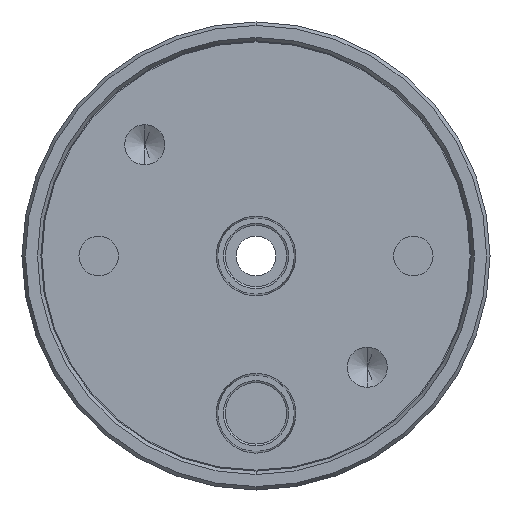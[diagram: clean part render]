
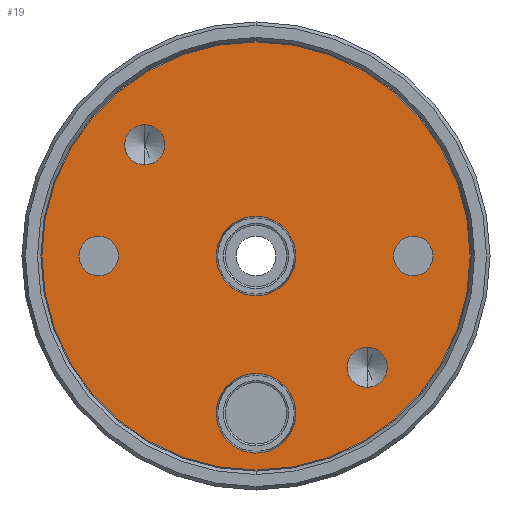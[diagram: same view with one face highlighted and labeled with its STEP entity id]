
A CAD part, front view. The second image highlights one B-rep face of the part: STEP entity #19.
In plain terms, the highlighted planar face has unit normal (0, -1, 0).
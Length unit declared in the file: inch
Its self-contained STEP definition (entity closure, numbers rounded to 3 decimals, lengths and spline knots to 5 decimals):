
#19 = ADVANCED_FACE ( 'NONE', ( #1664, #978, #2335, #1219, #2144, #1690, #1431 ), #1855, .F. ) ;
#61 = EDGE_CURVE ( 'NONE', #856, #493, #601, .T. ) ;
#65 = DIRECTION ( 'NONE',  ( 0., -1., 0. ) ) ;
#72 = DIRECTION ( 'NONE',  ( 0., 0., 1. ) ) ;
#129 = CIRCLE ( 'NONE', #1286, 1.089 ) ;
#134 = DIRECTION ( 'NONE',  ( 0., -1., 0. ) ) ;
#138 = ORIENTED_EDGE ( 'NONE', *, *, #61, .T. ) ;
#159 = DIRECTION ( 'NONE',  ( 0., -1., 0. ) ) ;
#177 = CARTESIAN_POINT ( 'NONE',  ( 0., 0., 1.089 ) ) ;
#184 = CARTESIAN_POINT ( 'NONE',  ( 0., 0., -0.2025 ) ) ;
#186 = EDGE_CURVE ( 'NONE', #1357, #2342, #2845, .T. ) ;
#192 = VERTEX_POINT ( 'NONE', #1458 ) ;
#194 = DIRECTION ( 'NONE',  ( 0., 0., 1. ) ) ;
#244 = VERTEX_POINT ( 'NONE', #2349 ) ;
#282 = CIRCLE ( 'NONE', #2339, 0.2025 ) ;
#286 = EDGE_LOOP ( 'NONE', ( #2694, #1170 ) ) ;
#316 = ORIENTED_EDGE ( 'NONE', *, *, #1845, .F. ) ;
#321 = EDGE_CURVE ( 'NONE', #2761, #912, #1138, .T. ) ;
#329 = AXIS2_PLACEMENT_3D ( 'NONE', #2268, #2672, #194 ) ;
#405 = DIRECTION ( 'NONE',  ( 0., -1., 0. ) ) ;
#460 = VERTEX_POINT ( 'NONE', #764 ) ;
#493 = VERTEX_POINT ( 'NONE', #1643 ) ;
#498 = AXIS2_PLACEMENT_3D ( 'NONE', #1946, #2432, #1292 ) ;
#553 = DIRECTION ( 'NONE',  ( 0., 0., 1. ) ) ;
#583 = CARTESIAN_POINT ( 'NONE',  ( -0.56569, 0., 0.56569 ) ) ;
#601 = CIRCLE ( 'NONE', #2878, 1.089 ) ;
#629 = DIRECTION ( 'NONE',  ( 0., 0., 1. ) ) ;
#640 = CARTESIAN_POINT ( 'NONE',  ( 0., 0., -1.0025 ) ) ;
#646 = CARTESIAN_POINT ( 'NONE',  ( -0.56569, 0., 0.56569 ) ) ;
#653 = DIRECTION ( 'NONE',  ( 0., 0., 1. ) ) ;
#679 = CIRCLE ( 'NONE', #2240, 0.10156 ) ;
#685 = CARTESIAN_POINT ( 'NONE',  ( 0., 0., 0. ) ) ;
#708 = EDGE_CURVE ( 'NONE', #493, #856, #129, .T. ) ;
#723 = EDGE_LOOP ( 'NONE', ( #138, #2938 ) ) ;
#752 = DIRECTION ( 'NONE',  ( 0., 0., 1. ) ) ;
#764 = CARTESIAN_POINT ( 'NONE',  ( 0., 0., 0.2025 ) ) ;
#791 = CIRCLE ( 'NONE', #2919, 0.1005 ) ;
#802 = EDGE_LOOP ( 'NONE', ( #1544, #316 ) ) ;
#856 = VERTEX_POINT ( 'NONE', #177 ) ;
#861 = EDGE_CURVE ( 'NONE', #1537, #192, #2868, .T. ) ;
#870 = CARTESIAN_POINT ( 'NONE',  ( 0.8, 0., -0.1005 ) ) ;
#873 = AXIS2_PLACEMENT_3D ( 'NONE', #2564, #65, #1397 ) ;
#912 = VERTEX_POINT ( 'NONE', #640 ) ;
#964 = VERTEX_POINT ( 'NONE', #2080 ) ;
#978 = FACE_BOUND ( 'NONE', #802, .T. ) ;
#1051 = AXIS2_PLACEMENT_3D ( 'NONE', #2874, #1735, #629 ) ;
#1069 = AXIS2_PLACEMENT_3D ( 'NONE', #2696, #2468, #1078 ) ;
#1078 = DIRECTION ( 'NONE',  ( 0., 0., 1. ) ) ;
#1099 = CARTESIAN_POINT ( 'NONE',  ( 0.56569, 0., -0.56569 ) ) ;
#1121 = ORIENTED_EDGE ( 'NONE', *, *, #2228, .F. ) ;
#1125 = VERTEX_POINT ( 'NONE', #184 ) ;
#1138 = CIRCLE ( 'NONE', #1051, 0.2025 ) ;
#1149 = CARTESIAN_POINT ( 'NONE',  ( 0., 0., 0. ) ) ;
#1152 = CIRCLE ( 'NONE', #2880, 0.1005 ) ;
#1163 = DIRECTION ( 'NONE',  ( 0., -1., 0. ) ) ;
#1170 = ORIENTED_EDGE ( 'NONE', *, *, #1887, .F. ) ;
#1209 = ORIENTED_EDGE ( 'NONE', *, *, #2634, .F. ) ;
#1219 = FACE_BOUND ( 'NONE', #2280, .T. ) ;
#1227 = ORIENTED_EDGE ( 'NONE', *, *, #861, .F. ) ;
#1251 = ORIENTED_EDGE ( 'NONE', *, *, #2011, .F. ) ;
#1286 = AXIS2_PLACEMENT_3D ( 'NONE', #2784, #2546, #752 ) ;
#1292 = DIRECTION ( 'NONE',  ( 0., 0., 1. ) ) ;
#1311 = DIRECTION ( 'NONE',  ( 0., 0., 1. ) ) ;
#1342 = ORIENTED_EDGE ( 'NONE', *, *, #2286, .F. ) ;
#1351 = EDGE_LOOP ( 'NONE', ( #1462, #1209 ) ) ;
#1353 = DIRECTION ( 'NONE',  ( 0., 1., 0. ) ) ;
#1357 = VERTEX_POINT ( 'NONE', #2476 ) ;
#1397 = DIRECTION ( 'NONE',  ( 0., 0., 1. ) ) ;
#1429 = DIRECTION ( 'NONE',  ( 0., -1., 0. ) ) ;
#1431 = FACE_OUTER_BOUND ( 'NONE', #723, .T. ) ;
#1435 = EDGE_CURVE ( 'NONE', #192, #1537, #2928, .T. ) ;
#1458 = CARTESIAN_POINT ( 'NONE',  ( 0.56569, 0., -0.46412 ) ) ;
#1462 = ORIENTED_EDGE ( 'NONE', *, *, #321, .F. ) ;
#1496 = AXIS2_PLACEMENT_3D ( 'NONE', #583, #1429, #553 ) ;
#1537 = VERTEX_POINT ( 'NONE', #1899 ) ;
#1544 = ORIENTED_EDGE ( 'NONE', *, *, #186, .F. ) ;
#1566 = EDGE_LOOP ( 'NONE', ( #2394, #1227 ) ) ;
#1569 = CIRCLE ( 'NONE', #873, 0.1005 ) ;
#1575 = AXIS2_PLACEMENT_3D ( 'NONE', #685, #1353, #1820 ) ;
#1582 = DIRECTION ( 'NONE',  ( 0., -1., 0. ) ) ;
#1643 = CARTESIAN_POINT ( 'NONE',  ( 0., 0., -1.089 ) ) ;
#1664 = FACE_BOUND ( 'NONE', #1566, .T. ) ;
#1690 = FACE_BOUND ( 'NONE', #1351, .T. ) ;
#1727 = DIRECTION ( 'NONE',  ( 0., 0., 1. ) ) ;
#1735 = DIRECTION ( 'NONE',  ( 0., -1., 0. ) ) ;
#1776 = VERTEX_POINT ( 'NONE', #2428 ) ;
#1788 = CARTESIAN_POINT ( 'NONE',  ( 0., 0., -0.5975 ) ) ;
#1820 = DIRECTION ( 'NONE',  ( 0., 0., -1. ) ) ;
#1845 = EDGE_CURVE ( 'NONE', #2342, #1357, #679, .T. ) ;
#1849 = DIRECTION ( 'NONE',  ( 0., -1., 0. ) ) ;
#1855 = PLANE ( 'NONE',  #1575 ) ;
#1882 = ORIENTED_EDGE ( 'NONE', *, *, #2341, .F. ) ;
#1887 = EDGE_CURVE ( 'NONE', #1125, #460, #282, .T. ) ;
#1899 = CARTESIAN_POINT ( 'NONE',  ( 0.56569, 0., -0.66725 ) ) ;
#1931 = AXIS2_PLACEMENT_3D ( 'NONE', #1099, #2912, #653 ) ;
#1946 = CARTESIAN_POINT ( 'NONE',  ( -0.8, 0., 0. ) ) ;
#2011 = EDGE_CURVE ( 'NONE', #244, #2429, #1569, .T. ) ;
#2054 = CARTESIAN_POINT ( 'NONE',  ( 0., 0., 0. ) ) ;
#2080 = CARTESIAN_POINT ( 'NONE',  ( -0.8, 0., -0.1005 ) ) ;
#2110 = CARTESIAN_POINT ( 'NONE',  ( 0.8, 0., 0. ) ) ;
#2144 = FACE_BOUND ( 'NONE', #286, .T. ) ;
#2228 = EDGE_CURVE ( 'NONE', #2429, #244, #1152, .T. ) ;
#2240 = AXIS2_PLACEMENT_3D ( 'NONE', #646, #405, #1311 ) ;
#2268 = CARTESIAN_POINT ( 'NONE',  ( 0.56569, 0., -0.56569 ) ) ;
#2280 = EDGE_LOOP ( 'NONE', ( #1342, #1882 ) ) ;
#2286 = EDGE_CURVE ( 'NONE', #1776, #964, #2499, .T. ) ;
#2319 = CARTESIAN_POINT ( 'NONE',  ( 0., 0., 0. ) ) ;
#2335 = FACE_BOUND ( 'NONE', #2931, .T. ) ;
#2339 = AXIS2_PLACEMENT_3D ( 'NONE', #1149, #159, #2681 ) ;
#2341 = EDGE_CURVE ( 'NONE', #964, #1776, #791, .T. ) ;
#2342 = VERTEX_POINT ( 'NONE', #2445 ) ;
#2349 = CARTESIAN_POINT ( 'NONE',  ( 0.8, 0., 0.1005 ) ) ;
#2354 = CIRCLE ( 'NONE', #1069, 0.2025 ) ;
#2394 = ORIENTED_EDGE ( 'NONE', *, *, #1435, .F. ) ;
#2428 = CARTESIAN_POINT ( 'NONE',  ( -0.8, 0., 0.1005 ) ) ;
#2429 = VERTEX_POINT ( 'NONE', #870 ) ;
#2432 = DIRECTION ( 'NONE',  ( 0., -1., 0. ) ) ;
#2445 = CARTESIAN_POINT ( 'NONE',  ( -0.56569, 0., 0.46412 ) ) ;
#2468 = DIRECTION ( 'NONE',  ( 0., -1., 0. ) ) ;
#2476 = CARTESIAN_POINT ( 'NONE',  ( -0.56569, 0., 0.66725 ) ) ;
#2499 = CIRCLE ( 'NONE', #498, 0.1005 ) ;
#2503 = DIRECTION ( 'NONE',  ( 0., 0., 1. ) ) ;
#2546 = DIRECTION ( 'NONE',  ( 0., -1., 0. ) ) ;
#2564 = CARTESIAN_POINT ( 'NONE',  ( 0.8, 0., 0. ) ) ;
#2594 = AXIS2_PLACEMENT_3D ( 'NONE', #2319, #1582, #2756 ) ;
#2634 = EDGE_CURVE ( 'NONE', #912, #2761, #2354, .T. ) ;
#2672 = DIRECTION ( 'NONE',  ( 0., -1., 0. ) ) ;
#2681 = DIRECTION ( 'NONE',  ( 0., 0., 1. ) ) ;
#2694 = ORIENTED_EDGE ( 'NONE', *, *, #2814, .F. ) ;
#2696 = CARTESIAN_POINT ( 'NONE',  ( 0., 0., -0.8 ) ) ;
#2756 = DIRECTION ( 'NONE',  ( 0., 0., 1. ) ) ;
#2761 = VERTEX_POINT ( 'NONE', #1788 ) ;
#2784 = CARTESIAN_POINT ( 'NONE',  ( 0., 0., 0. ) ) ;
#2814 = EDGE_CURVE ( 'NONE', #460, #1125, #2887, .T. ) ;
#2845 = CIRCLE ( 'NONE', #1496, 0.10156 ) ;
#2867 = CARTESIAN_POINT ( 'NONE',  ( -0.8, 0., 0. ) ) ;
#2868 = CIRCLE ( 'NONE', #329, 0.10156 ) ;
#2874 = CARTESIAN_POINT ( 'NONE',  ( 0., 0., -0.8 ) ) ;
#2878 = AXIS2_PLACEMENT_3D ( 'NONE', #2054, #1163, #2503 ) ;
#2880 = AXIS2_PLACEMENT_3D ( 'NONE', #2110, #1849, #72 ) ;
#2887 = CIRCLE ( 'NONE', #2594, 0.2025 ) ;
#2912 = DIRECTION ( 'NONE',  ( 0., -1., 0. ) ) ;
#2919 = AXIS2_PLACEMENT_3D ( 'NONE', #2867, #134, #1727 ) ;
#2928 = CIRCLE ( 'NONE', #1931, 0.10156 ) ;
#2931 = EDGE_LOOP ( 'NONE', ( #1251, #1121 ) ) ;
#2938 = ORIENTED_EDGE ( 'NONE', *, *, #708, .T. ) ;
